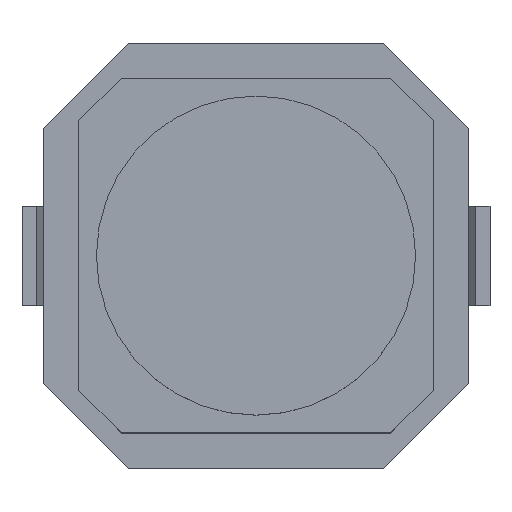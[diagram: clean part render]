
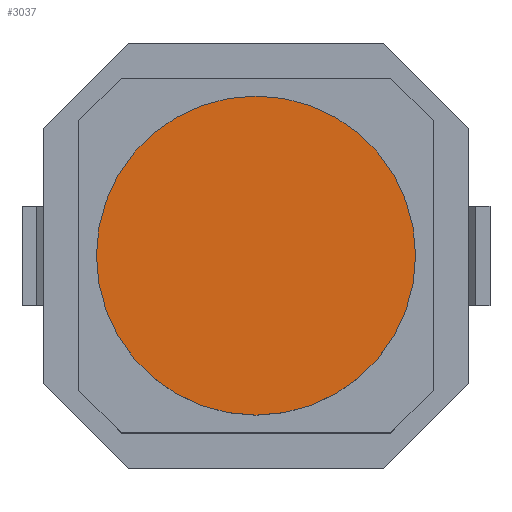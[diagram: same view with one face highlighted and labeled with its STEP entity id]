
A CAD part, top view. The second image highlights one B-rep face of the part: STEP entity #3037.
In plain terms, the highlighted planar face has unit normal (0, 0, 1).
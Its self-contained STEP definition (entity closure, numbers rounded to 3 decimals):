
#2971 = CYLINDRICAL_SURFACE('',#2972,2.25);
#2972 = AXIS2_PLACEMENT_3D('',#2973,#2974,#2975);
#2973 = CARTESIAN_POINT('',(0.,0.,4.5));
#2974 = DIRECTION('',(-0.,-0.,-1.));
#2975 = DIRECTION('',(1.,0.,0.));
#2987 = VERTEX_POINT('',#2988);
#2988 = CARTESIAN_POINT('',(2.25,0.,5.));
#3009 = EDGE_CURVE('',#2987,#2987,#3010,.T.);
#3010 = SURFACE_CURVE('',#3011,(#3016,#3023),.PCURVE_S1.);
#3011 = CIRCLE('',#3012,2.25);
#3012 = AXIS2_PLACEMENT_3D('',#3013,#3014,#3015);
#3013 = CARTESIAN_POINT('',(0.,0.,5.));
#3014 = DIRECTION('',(0.,0.,1.));
#3015 = DIRECTION('',(1.,0.,0.));
#3016 = PCURVE('',#2971,#3017);
#3017 = DEFINITIONAL_REPRESENTATION('',(#3018),#3022);
#3018 = LINE('',#3019,#3020);
#3019 = CARTESIAN_POINT('',(-0.,-0.5));
#3020 = VECTOR('',#3021,1.);
#3021 = DIRECTION('',(-1.,0.));
#3022 = ( GEOMETRIC_REPRESENTATION_CONTEXT(2) 
PARAMETRIC_REPRESENTATION_CONTEXT() REPRESENTATION_CONTEXT('2D SPACE',''
  ) );
#3023 = PCURVE('',#3024,#3029);
#3024 = PLANE('',#3025);
#3025 = AXIS2_PLACEMENT_3D('',#3026,#3027,#3028);
#3026 = CARTESIAN_POINT('',(0.,0.,5.));
#3027 = DIRECTION('',(0.,0.,1.));
#3028 = DIRECTION('',(1.,0.,0.));
#3029 = DEFINITIONAL_REPRESENTATION('',(#3030),#3034);
#3030 = CIRCLE('',#3031,2.25);
#3031 = AXIS2_PLACEMENT_2D('',#3032,#3033);
#3032 = CARTESIAN_POINT('',(0.,0.));
#3033 = DIRECTION('',(1.,0.));
#3034 = ( GEOMETRIC_REPRESENTATION_CONTEXT(2) 
PARAMETRIC_REPRESENTATION_CONTEXT() REPRESENTATION_CONTEXT('2D SPACE',''
  ) );
#3037 = ADVANCED_FACE('',(#3038),#3024,.T.);
#3038 = FACE_BOUND('',#3039,.T.);
#3039 = EDGE_LOOP('',(#3040));
#3040 = ORIENTED_EDGE('',*,*,#3009,.T.);
